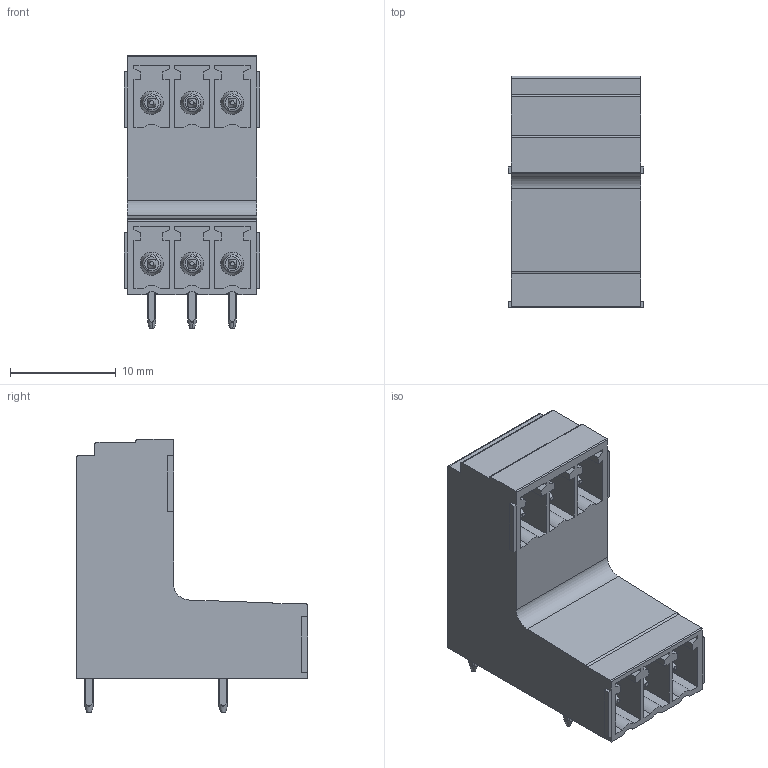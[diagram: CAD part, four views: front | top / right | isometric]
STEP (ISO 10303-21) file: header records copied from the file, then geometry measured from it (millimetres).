
FILE_DESCRIPTION(('CATIA V5 STEP Exchange','CAx-IF Rec.Pracs.--- Model Styling and Organization---1.2---2011-12-15'),'2;1');
FILE_NAME ('D1447260_0_1033510000_1033510000.stp','2018-10-13T11:24:47+00:00',('none'),('Weidmueller'),'CATIA Version 5-6 Release 2014','CATIA V5 STEP AP214','none');
FILE_SCHEMA(('AUTOMOTIVE_DESIGN { 1 0 10303 214 1 1 1 1 }'));
Length unit declared in the file: millimetre
Products named in the file (1): 1033510000
Bounding box: 12.82 x 21.9 x 25.9 mm (x, y, z)
Volume: 2589.8 mm3; surface area: 3365.9 mm2
Topology: 7 solids, 7 shells, 420 faces, 1140 edges, 746 vertices
Faces by surface type: plane 266, cylinder 106, cone 36, torus 12
Entity records: 13230 total; most frequent: CARTESIAN_POINT 3579, ORIENTED_EDGE 2280, DIRECTION 1455, EDGE_CURVE 1140, VECTOR 802, LINE 802, VERTEX_POINT 746, EDGE_LOOP 444
